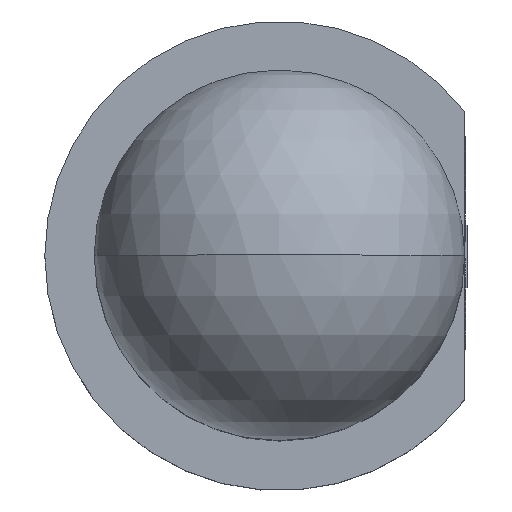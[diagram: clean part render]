
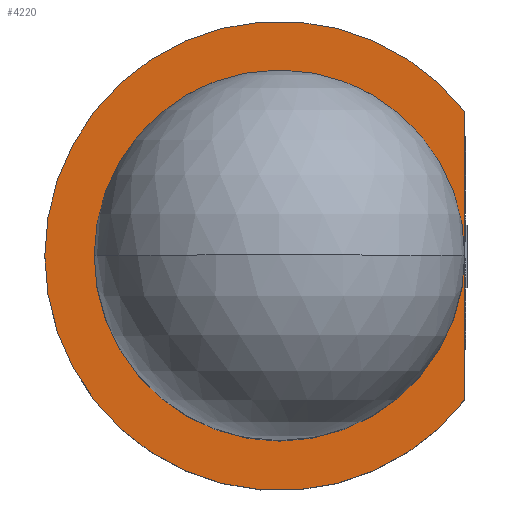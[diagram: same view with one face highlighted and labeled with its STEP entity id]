
A CAD part, top view. The second image highlights one B-rep face of the part: STEP entity #4220.
In plain terms, the highlighted planar face has unit normal (0, 0, 1).
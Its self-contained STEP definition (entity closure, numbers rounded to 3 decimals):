
#70 = DIRECTION ( 'NONE',  ( 1., 0., 0. ) ) ;
#814 = DIRECTION ( 'NONE',  ( 0., -1., 0. ) ) ;
#1227 = EDGE_CURVE ( 'NONE', #9463, #5775, #2065, .T. ) ;
#1537 = VECTOR ( 'NONE', #814, 1000. ) ;
#1864 = EDGE_LOOP ( 'NONE', ( #13327, #4333, #10149, #12134, #4242, #6239 ) ) ;
#2031 = CARTESIAN_POINT ( 'NONE',  ( 1.5, 0., 1. ) ) ;
#2048 = CARTESIAN_POINT ( 'NONE',  ( 1.5, 1.166, 1. ) ) ;
#2065 = CIRCLE ( 'NONE', #5539, 1.9 ) ;
#2093 = AXIS2_PLACEMENT_3D ( 'NONE', #6246, #3721, #8148 ) ;
#2925 = LINE ( 'NONE', #2031, #1537 ) ;
#3032 = CARTESIAN_POINT ( 'NONE',  ( 1.5, -1.166, 1. ) ) ;
#3307 = AXIS2_PLACEMENT_3D ( 'NONE', #13029, #11952, #70 ) ;
#3488 = CARTESIAN_POINT ( 'NONE',  ( 0., 0., 1. ) ) ;
#3663 = CARTESIAN_POINT ( 'NONE',  ( 1.5, 0., 1. ) ) ;
#3721 = DIRECTION ( 'NONE',  ( 0., 0., 1. ) ) ;
#3893 = DIRECTION ( 'NONE',  ( 0., -1., 0. ) ) ;
#4220 = ADVANCED_FACE ( 'NONE', ( #9521 ), #10471, .T. ) ;
#4242 = ORIENTED_EDGE ( 'NONE', *, *, #1227, .T. ) ;
#4333 = ORIENTED_EDGE ( 'NONE', *, *, #7520, .F. ) ;
#4958 = CARTESIAN_POINT ( 'NONE',  ( -1.5, 0., 1. ) ) ;
#5539 = AXIS2_PLACEMENT_3D ( 'NONE', #3488, #10156, #7903 ) ;
#5775 = VERTEX_POINT ( 'NONE', #8624 ) ;
#6239 = ORIENTED_EDGE ( 'NONE', *, *, #8029, .T. ) ;
#6246 = CARTESIAN_POINT ( 'NONE',  ( 0., 0., 1. ) ) ;
#6251 = DIRECTION ( 'NONE',  ( 0., 0., 1. ) ) ;
#7027 = VECTOR ( 'NONE', #3893, 1000. ) ;
#7072 = VERTEX_POINT ( 'NONE', #3663 ) ;
#7520 = EDGE_CURVE ( 'NONE', #9418, #7072, #12997, .T. ) ;
#7903 = DIRECTION ( 'NONE',  ( 1., 0., 0. ) ) ;
#8029 = EDGE_CURVE ( 'NONE', #5775, #9739, #11177, .T. ) ;
#8148 = DIRECTION ( 'NONE',  ( 1., 0., 0. ) ) ;
#8624 = CARTESIAN_POINT ( 'NONE',  ( -1.9, 0., 1. ) ) ;
#9184 = AXIS2_PLACEMENT_3D ( 'NONE', #9248, #10408, #13702 ) ;
#9248 = CARTESIAN_POINT ( 'NONE',  ( 0., 0., 1. ) ) ;
#9418 = VERTEX_POINT ( 'NONE', #4958 ) ;
#9463 = VERTEX_POINT ( 'NONE', #2048 ) ;
#9521 = FACE_OUTER_BOUND ( 'NONE', #1864, .T. ) ;
#9739 = VERTEX_POINT ( 'NONE', #3032 ) ;
#10149 = ORIENTED_EDGE ( 'NONE', *, *, #13118, .F. ) ;
#10156 = DIRECTION ( 'NONE',  ( 0., 0., 1. ) ) ;
#10408 = DIRECTION ( 'NONE',  ( 0., 0., 1. ) ) ;
#10471 = PLANE ( 'NONE',  #2093 ) ;
#10825 = DIRECTION ( 'NONE',  ( 1., 0., 0. ) ) ;
#10990 = EDGE_CURVE ( 'NONE', #9463, #7072, #11784, .T. ) ;
#11177 = CIRCLE ( 'NONE', #13922, 1.9 ) ;
#11653 = CARTESIAN_POINT ( 'NONE',  ( 1.5, 0., 1. ) ) ;
#11784 = LINE ( 'NONE', #11653, #7027 ) ;
#11952 = DIRECTION ( 'NONE',  ( 0., 0., 1. ) ) ;
#12134 = ORIENTED_EDGE ( 'NONE', *, *, #10990, .F. ) ;
#12997 = CIRCLE ( 'NONE', #3307, 1.5 ) ;
#13029 = CARTESIAN_POINT ( 'NONE',  ( 0., 0., 1. ) ) ;
#13118 = EDGE_CURVE ( 'NONE', #7072, #9418, #14242, .T. ) ;
#13327 = ORIENTED_EDGE ( 'NONE', *, *, #13508, .F. ) ;
#13508 = EDGE_CURVE ( 'NONE', #7072, #9739, #2925, .T. ) ;
#13702 = DIRECTION ( 'NONE',  ( 1., 0., 0. ) ) ;
#13836 = CARTESIAN_POINT ( 'NONE',  ( 0., 0., 1. ) ) ;
#13922 = AXIS2_PLACEMENT_3D ( 'NONE', #13836, #6251, #10825 ) ;
#14242 = CIRCLE ( 'NONE', #9184, 1.5 ) ;
